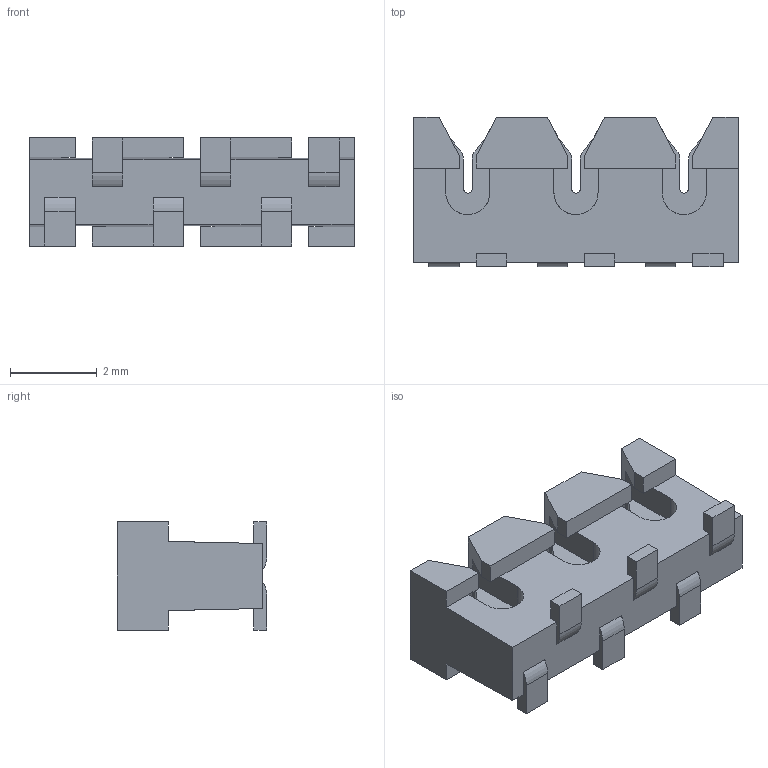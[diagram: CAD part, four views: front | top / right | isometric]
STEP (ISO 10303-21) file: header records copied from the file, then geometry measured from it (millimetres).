
FILE_DESCRIPTION (( 'STEP AP214' ), '1' );
FILE_NAME ('AVX-00-9175-003-001-906.STEP', '2019-01-14T17:06:16', ( '' ), ( '' ), 'SwSTEP 2.0', 'SolidWorks 2018', '' );
FILE_SCHEMA (( 'AUTOMOTIVE_DESIGN' ));
Length unit declared in the file: millimetre
Products named in the file (2): AVX-00-9175-003-001-906_00-9175-003-001-X06; AVX-00-9175-003-001-906
Assembly tree (1 placements, depth 2):
  AVX-00-9175-003-001-906
    AVX-00-9175-003-001-906_00-9175-003-001-X06
Bounding box: 7.5 x 3.45 x 2.5 mm (x, y, z)
Volume: 36.4 mm3; surface area: 125.2 mm2
Topology: 1 solids, 1 shells, 142 faces, 408 edges, 268 vertices
Faces by surface type: plane 121, cylinder 21
Entity records: 4638 total; most frequent: CARTESIAN_POINT 840, ORIENTED_EDGE 816, DIRECTION 730, EDGE_CURVE 408, LINE 366, VECTOR 366, VERTEX_POINT 268, AXIS2_PLACEMENT_3D 182
